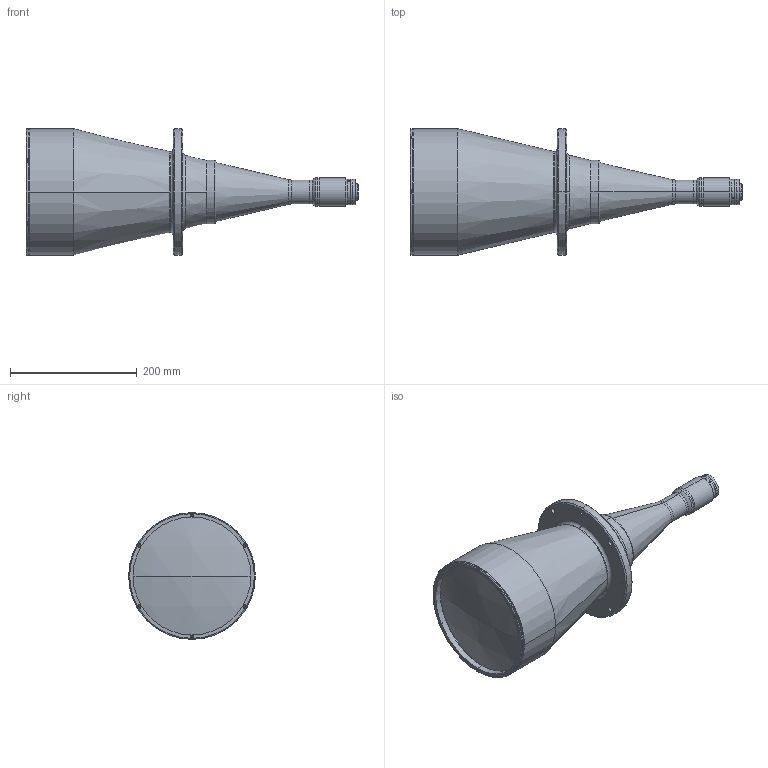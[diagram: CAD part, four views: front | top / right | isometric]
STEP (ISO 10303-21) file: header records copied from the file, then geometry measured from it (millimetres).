
FILE_DESCRIPTION (( 'STEP AP203' ), '1' );
FILE_NAME ('DP32125-A_TC4MHRP144-C.step', '2022-06-13T10:05:48', ( '' ), ( '' ), 'SwSTEP 2.0', 'SolidWorks 2021', '' );
FILE_SCHEMA (( 'CONFIG_CONTROL_DESIGN' ));
Length unit declared in the file: millimetre
Products named in the file (1): DP32125-A_TC4MHRP144-C
Bounding box: 524.26 x 200 x 200 mm (x, y, z)
Surface area: 286775.8 mm2 (no closed solid volume)
Topology: 0 solids, 19 shells, 188 faces, 526 edges, 353 vertices
Faces by surface type: cylinder 76, plane 58, torus 30, cone 22, sphere 2
Entity records: 6549 total; most frequent: CARTESIAN_POINT 1448, DIRECTION 1152, ORIENTED_EDGE 908, EDGE_CURVE 526, AXIS2_PLACEMENT_3D 461, VERTEX_POINT 353, CIRCLE 272, EDGE_LOOP 235
